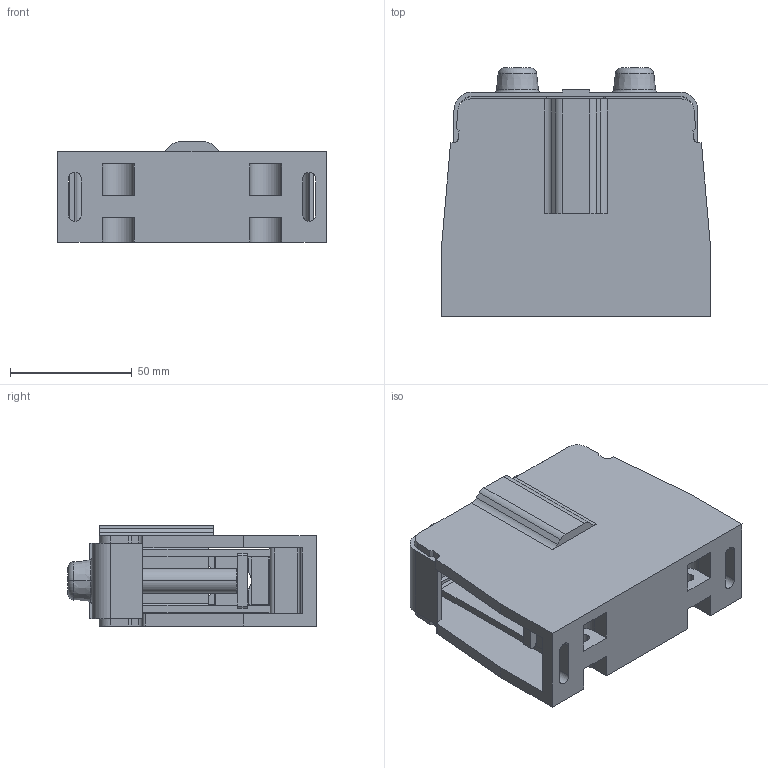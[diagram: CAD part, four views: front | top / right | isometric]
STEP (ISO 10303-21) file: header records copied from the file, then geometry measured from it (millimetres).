
FILE_DESCRIPTION((''),'2;1');
FILE_NAME('PRT0002','2024-03-12T',('dell'),(''),'PRO/ENGINEER BY PARAMETRIC TECHNOLOGY CORPORATION, 2013230','PRO/ENGINEER BY PARAMETRIC TECHNOLOGY CORPORATION, 2013230','');
FILE_SCHEMA(('AUTOMOTIVE_DESIGN { 1 0 10303 214 1 1 1 1 }'));
Length unit declared in the file: millimetre
Products named in the file (1): PRT0002
Bounding box: 110 x 101.8 x 41 mm (x, y, z)
Volume: 208914.3 mm3; surface area: 91036.2 mm2
Topology: 3 solids, 3 shells, 607 faces, 1808 edges, 1182 vertices
Faces by surface type: plane 353, cylinder 226, torus 16, cone 12
Entity records: 20966 total; most frequent: CARTESIAN_POINT 4763, ORIENTED_EDGE 3616, DIRECTION 3050, EDGE_CURVE 1808, VECTOR 1242, LINE 1242, VERTEX_POINT 1182, AXIS2_PLACEMENT_3D 904
